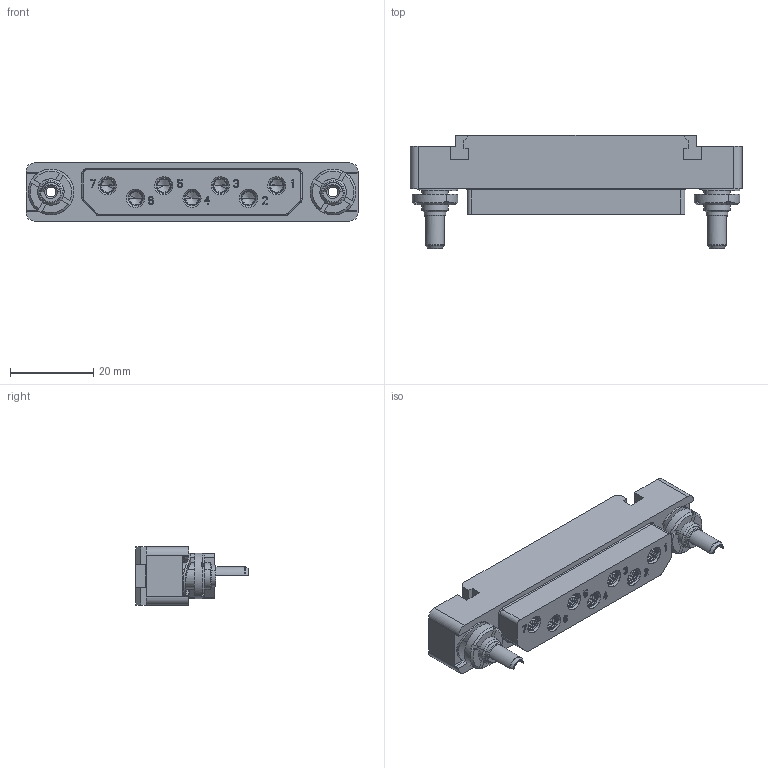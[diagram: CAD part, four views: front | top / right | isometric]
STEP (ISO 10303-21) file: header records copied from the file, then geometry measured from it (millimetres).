
FILE_DESCRIPTION((''),'2;1');
FILE_NAME('1900ND06S2B00B','2020-08-03T',('presta_be4'),(''),'CREO PARAMETRIC BY PTC INC, 2018360','CREO PARAMETRIC BY PTC INC, 2018360','');
FILE_SCHEMA(('CONFIG_CONTROL_DESIGN'));
Products named in the file (1): 1900ND06S2B00B
Bounding box: 80 x 27.36 x 14 mm (x, y, z)
Volume: 14347.4 mm3; surface area: 16441.3 mm2
Topology: 3 solids, 3 shells, 2376 faces, 6441 edges, 4160 vertices
Faces by surface type: plane 1275, cylinder 513, cone 380, torus 142, bspline 40, extrusion 26
Entity records: 81799 total; most frequent: CARTESIAN_POINT 22978, ORIENTED_EDGE 12818, DIRECTION 11488, EDGE_CURVE 6409, VERTEX_POINT 4160, AXIS2_PLACEMENT_3D 3889, VECTOR 3710, LINE 3684
